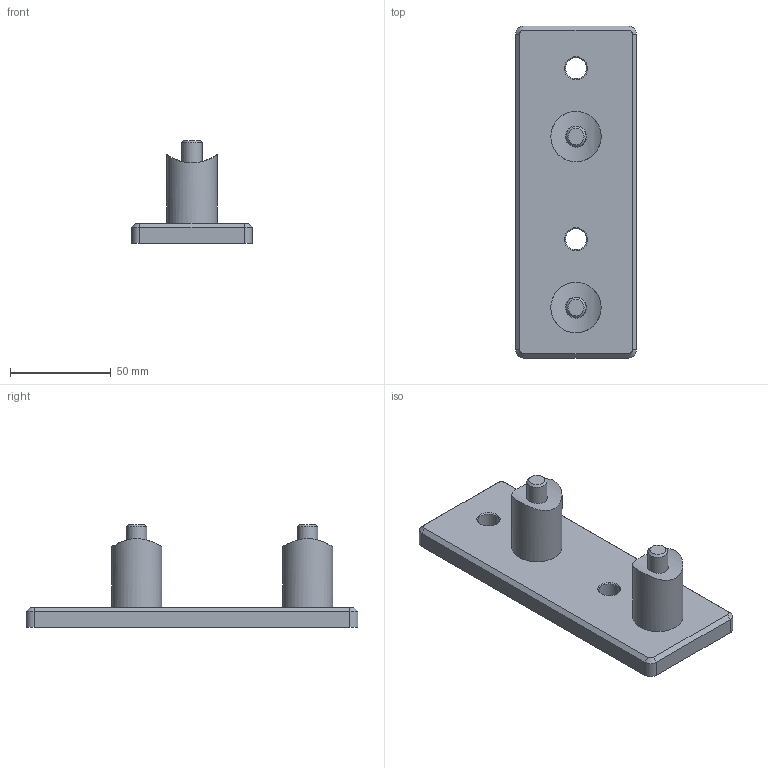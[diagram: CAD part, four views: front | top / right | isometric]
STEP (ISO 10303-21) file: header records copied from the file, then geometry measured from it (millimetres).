
FILE_DESCRIPTION (( 'STEP AP203' ), '1' );
FILE_NAME ('50130-240.STEP', '2023-03-06T10:56:34', ( '' ), ( '' ), 'SwSTEP 2.0', 'SolidWorks 2018', '' );
FILE_SCHEMA (( 'CONFIG_CONTROL_DESIGN' ));
Length unit declared in the file: millimetre
Products named in the file (4): 50130-240; 50130-240 Platte_50130-240 Teil1; DIN7991 M10x60_DIN7991 M10x50; 50130-240 Halter_50130-240 Teil2
Assembly tree (5 placements, depth 2):
  50130-240
    50130-240 Platte_50130-240 Teil1
    50130-240 Halter_50130-240 Teil2  x2
    DIN7991 M10x60_DIN7991 M10x50  x2
Bounding box: 60 x 165 x 50.95 mm (x, y, z)
Volume: 126888 mm3; surface area: 37296.3 mm2
Topology: 5 solids, 5 shells, 437 faces, 1091 edges, 678 vertices
Faces by surface type: bspline 167, plane 156, cylinder 64, torus 24, cone 18, sphere 8
Full cylindrical faces by diameter (mm): 10 x2, 10.5 x6, 20 x2, 20.5 x2, 25 x2
Entity records: 20471 total; most frequent: CARTESIAN_POINT 12787, ORIENTED_EDGE 1690, DIRECTION 1059, EDGE_CURVE 845, VERTEX_POINT 552, VECTOR 455, LINE 455, EDGE_LOOP 397
